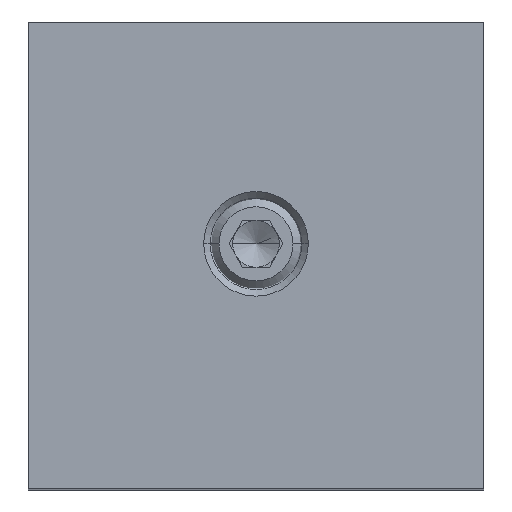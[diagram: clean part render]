
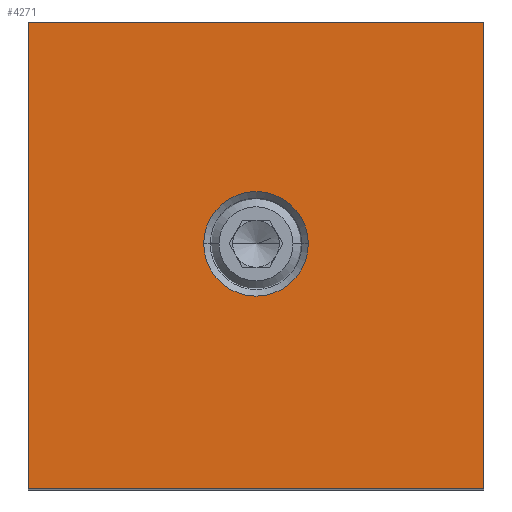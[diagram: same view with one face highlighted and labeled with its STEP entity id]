
A CAD part, top view. The second image highlights one B-rep face of the part: STEP entity #4271.
In plain terms, the highlighted planar face has unit normal (0, 0, 1).
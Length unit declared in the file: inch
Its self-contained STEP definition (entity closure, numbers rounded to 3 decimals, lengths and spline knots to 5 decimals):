
#1401=DIRECTION('',(0.,-1.,0.));
#1402=VECTOR('',#1401,2.5);
#1403=CARTESIAN_POINT('',(0.,0.,3.625));
#1404=LINE('',#1403,#1402);
#1405=DIRECTION('',(-1.,0.,0.));
#1406=VECTOR('',#1405,2.438);
#1407=CARTESIAN_POINT('',(2.438,0.,3.625));
#1408=LINE('',#1407,#1406);
#1409=DIRECTION('',(0.,1.,0.));
#1410=VECTOR('',#1409,2.5);
#1411=CARTESIAN_POINT('',(2.438,-2.5,3.625));
#1412=LINE('',#1411,#1410);
#1413=DIRECTION('',(1.,0.,0.));
#1414=VECTOR('',#1413,2.438);
#1415=CARTESIAN_POINT('',(0.,-2.5,3.625));
#1416=LINE('',#1415,#1414);
#1417=CARTESIAN_POINT('',(1.219,-1.188,3.625));
#1418=DIRECTION('',(0.,0.,-1.));
#1419=DIRECTION('',(-1.,0.,0.));
#1420=AXIS2_PLACEMENT_3D('',#1417,#1418,#1419);
#1422=CARTESIAN_POINT('',(1.219,-1.188,3.625));
#1423=DIRECTION('',(0.,0.,-1.));
#1424=DIRECTION('',(1.,0.,0.));
#1425=AXIS2_PLACEMENT_3D('',#1422,#1423,#1424);
#3747=CARTESIAN_POINT('',(0.,0.,3.625));
#3748=CARTESIAN_POINT('',(0.,-2.5,3.625));
#3749=VERTEX_POINT('',#3747);
#3750=VERTEX_POINT('',#3748);
#3751=CARTESIAN_POINT('',(2.438,-2.5,3.625));
#3752=VERTEX_POINT('',#3751);
#3753=CARTESIAN_POINT('',(2.438,0.,3.625));
#3754=VERTEX_POINT('',#3753);
#4012=CARTESIAN_POINT('',(0.939,-1.188,3.625));
#4013=CARTESIAN_POINT('',(1.499,-1.188,3.625));
#4014=VERTEX_POINT('',#4012);
#4015=VERTEX_POINT('',#4013);
#4254=CARTESIAN_POINT('',(0.,0.,3.625));
#4255=DIRECTION('',(0.,0.,1.));
#4256=DIRECTION('',(1.,0.,0.));
#4257=AXIS2_PLACEMENT_3D('',#4254,#4255,#4256);
#4258=PLANE('',#4257);
#4259=ORIENTED_EDGE('',*,*,#4050,.F.);
#4260=ORIENTED_EDGE('',*,*,#4143,.F.);
#4261=ORIENTED_EDGE('',*,*,#4157,.F.);
#4262=ORIENTED_EDGE('',*,*,#4248,.F.);
#4263=EDGE_LOOP('',(#4259,#4260,#4261,#4262));
#4264=FACE_OUTER_BOUND('',#4263,.F.);
#4266=ORIENTED_EDGE('',*,*,#4265,.F.);
#4268=ORIENTED_EDGE('',*,*,#4267,.F.);
#4269=EDGE_LOOP('',(#4266,#4268));
#4270=FACE_BOUND('',#4269,.F.);
#4271=ADVANCED_FACE('',(#4264,#4270),#4258,.T.);
#1421=CIRCLE('',#1420,0.28);
#1426=CIRCLE('',#1425,0.28);
#4050=EDGE_CURVE('',#3749,#3750,#1404,.T.);
#4143=EDGE_CURVE('',#3754,#3749,#1408,.T.);
#4157=EDGE_CURVE('',#3752,#3754,#1412,.T.);
#4248=EDGE_CURVE('',#3750,#3752,#1416,.T.);
#4265=EDGE_CURVE('',#4014,#4015,#1421,.T.);
#4267=EDGE_CURVE('',#4015,#4014,#1426,.T.);
